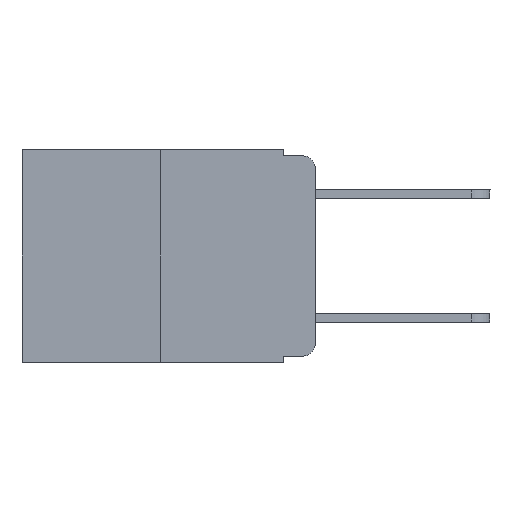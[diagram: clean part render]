
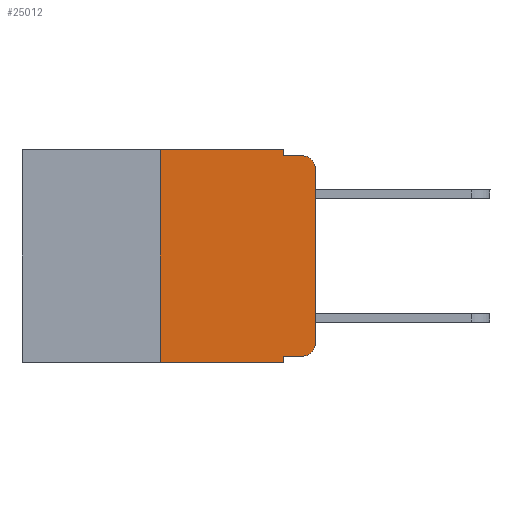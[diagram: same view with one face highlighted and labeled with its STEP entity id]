
A CAD part, left-side view. The second image highlights one B-rep face of the part: STEP entity #25012.
In plain terms, the highlighted planar face has unit normal (-1, 0, 0).
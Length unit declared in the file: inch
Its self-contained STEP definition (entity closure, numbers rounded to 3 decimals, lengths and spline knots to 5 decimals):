
#1400 = VECTOR ( 'NONE', #15071, 39.37008 ) ;
#1953 = ORIENTED_EDGE ( 'NONE', *, *, #12036, .T. ) ;
#2328 = EDGE_CURVE ( 'NONE', #20399, #2441, #13358, .T. ) ;
#2441 = VERTEX_POINT ( 'NONE', #18122 ) ;
#2472 = DIRECTION ( 'NONE',  ( -1., 0., 0. ) ) ;
#2595 = VECTOR ( 'NONE', #14581, 39.37008 ) ;
#2662 = CARTESIAN_POINT ( 'NONE',  ( 0., 0.051, 0. ) ) ;
#3099 = EDGE_CURVE ( 'NONE', #3811, #14234, #4929, .T. ) ;
#3336 = EDGE_CURVE ( 'NONE', #25461, #10314, #9454, .T. ) ;
#3483 = VECTOR ( 'NONE', #25661, 39.37008 ) ;
#3717 = VERTEX_POINT ( 'NONE', #5424 ) ;
#3806 = DIRECTION ( 'NONE',  ( 0., 0., 1. ) ) ;
#3811 = VERTEX_POINT ( 'NONE', #21788 ) ;
#4184 = VECTOR ( 'NONE', #3806, 39.37008 ) ;
#4339 = CARTESIAN_POINT ( 'NONE',  ( 0., 0.02, -0.01 ) ) ;
#4478 = ORIENTED_EDGE ( 'NONE', *, *, #12505, .F. ) ;
#4596 = DIRECTION ( 'NONE',  ( 0., 0., -1. ) ) ;
#4670 = DIRECTION ( 'NONE',  ( 0., -1., 0. ) ) ;
#4919 = DIRECTION ( 'NONE',  ( 1., 0., 0. ) ) ;
#4929 = LINE ( 'NONE', #16535, #22579 ) ;
#5266 = LINE ( 'NONE', #19384, #22239 ) ;
#5424 = CARTESIAN_POINT ( 'NONE',  ( 0., 0.051, -0.01 ) ) ;
#6537 = EDGE_CURVE ( 'NONE', #3717, #12052, #5266, .T. ) ;
#6618 = ORIENTED_EDGE ( 'NONE', *, *, #9775, .F. ) ;
#6897 = PLANE ( 'NONE',  #9956 ) ;
#7531 = ORIENTED_EDGE ( 'NONE', *, *, #6537, .F. ) ;
#7909 = CARTESIAN_POINT ( 'NONE',  ( 0., 0., -0.313 ) ) ;
#8314 = LINE ( 'NONE', #24533, #25498 ) ;
#8989 = VERTEX_POINT ( 'NONE', #12689 ) ;
#9454 = LINE ( 'NONE', #17603, #3483 ) ;
#9549 = EDGE_CURVE ( 'NONE', #3811, #2441, #20885, .T. ) ;
#9775 = EDGE_CURVE ( 'NONE', #10314, #3717, #8314, .T. ) ;
#9956 = AXIS2_PLACEMENT_3D ( 'NONE', #23150, #4919, #13056 ) ;
#10314 = VERTEX_POINT ( 'NONE', #11216 ) ;
#10434 = LINE ( 'NONE', #12702, #2595 ) ;
#11209 = DIRECTION ( 'NONE',  ( 0., -1., 0. ) ) ;
#11216 = CARTESIAN_POINT ( 'NONE',  ( 0., 0.051, 0. ) ) ;
#12036 = EDGE_CURVE ( 'NONE', #14234, #24338, #14514, .T. ) ;
#12052 = VERTEX_POINT ( 'NONE', #4339 ) ;
#12505 = EDGE_CURVE ( 'NONE', #20399, #25461, #10434, .T. ) ;
#12624 = CARTESIAN_POINT ( 'NONE',  ( 0., 0.02, -0.03 ) ) ;
#12689 = CARTESIAN_POINT ( 'NONE',  ( 0., 0., -0.03 ) ) ;
#12702 = CARTESIAN_POINT ( 'NONE',  ( 0., 0.25, 0. ) ) ;
#12753 = DIRECTION ( 'NONE',  ( -1., 0., 0. ) ) ;
#13056 = DIRECTION ( 'NONE',  ( 0., 0., -1. ) ) ;
#13312 = ORIENTED_EDGE ( 'NONE', *, *, #9549, .F. ) ;
#13358 = LINE ( 'NONE', #25288, #20736 ) ;
#13408 = DIRECTION ( 'NONE',  ( 0., -1., 0. ) ) ;
#14234 = VERTEX_POINT ( 'NONE', #20901 ) ;
#14288 = ORIENTED_EDGE ( 'NONE', *, *, #2328, .T. ) ;
#14514 = CIRCLE ( 'NONE', #17915, 0.02 ) ;
#14581 = DIRECTION ( 'NONE',  ( 0., 0., 1. ) ) ;
#15071 = DIRECTION ( 'NONE',  ( 0., 0., -1. ) ) ;
#16069 = EDGE_CURVE ( 'NONE', #8989, #12052, #18212, .T. ) ;
#16406 = ORIENTED_EDGE ( 'NONE', *, *, #16069, .T. ) ;
#16535 = CARTESIAN_POINT ( 'NONE',  ( 0., 0.051, -0.333 ) ) ;
#17603 = CARTESIAN_POINT ( 'NONE',  ( 0., 0.473, 0. ) ) ;
#17692 = CARTESIAN_POINT ( 'NONE',  ( 0., 0.25, 0. ) ) ;
#17727 = EDGE_CURVE ( 'NONE', #24338, #8989, #17934, .T. ) ;
#17915 = AXIS2_PLACEMENT_3D ( 'NONE', #22556, #2472, #24416 ) ;
#17934 = LINE ( 'NONE', #24011, #4184 ) ;
#18122 = CARTESIAN_POINT ( 'NONE',  ( 0., 0.051, -0.343 ) ) ;
#18212 = CIRCLE ( 'NONE', #18643, 0.02 ) ;
#18643 = AXIS2_PLACEMENT_3D ( 'NONE', #12624, #12753, #20706 ) ;
#19384 = CARTESIAN_POINT ( 'NONE',  ( 0., 0.051, -0.01 ) ) ;
#19466 = ORIENTED_EDGE ( 'NONE', *, *, #3336, .F. ) ;
#20399 = VERTEX_POINT ( 'NONE', #21519 ) ;
#20706 = DIRECTION ( 'NONE',  ( 0., 0., -1. ) ) ;
#20736 = VECTOR ( 'NONE', #11209, 39.37008 ) ;
#20885 = LINE ( 'NONE', #2662, #1400 ) ;
#20901 = CARTESIAN_POINT ( 'NONE',  ( 0., 0.02, -0.333 ) ) ;
#20937 = ORIENTED_EDGE ( 'NONE', *, *, #17727, .T. ) ;
#21519 = CARTESIAN_POINT ( 'NONE',  ( 0., 0.25, -0.343 ) ) ;
#21576 = EDGE_LOOP ( 'NONE', ( #20937, #16406, #7531, #6618, #19466, #4478, #14288, #13312, #25821, #1953 ) ) ;
#21788 = CARTESIAN_POINT ( 'NONE',  ( 0., 0.051, -0.333 ) ) ;
#22239 = VECTOR ( 'NONE', #13408, 39.37008 ) ;
#22556 = CARTESIAN_POINT ( 'NONE',  ( 0., 0.02, -0.313 ) ) ;
#22579 = VECTOR ( 'NONE', #4670, 39.37008 ) ;
#23150 = CARTESIAN_POINT ( 'NONE',  ( 0., 0.473, 0. ) ) ;
#24011 = CARTESIAN_POINT ( 'NONE',  ( 0., 0., 0. ) ) ;
#24338 = VERTEX_POINT ( 'NONE', #7909 ) ;
#24416 = DIRECTION ( 'NONE',  ( 0., 0., -1. ) ) ;
#24533 = CARTESIAN_POINT ( 'NONE',  ( 0., 0.051, 0. ) ) ;
#25012 = ADVANCED_FACE ( 'NONE', ( #25525 ), #6897, .F. ) ;
#25288 = CARTESIAN_POINT ( 'NONE',  ( 0., 0.473, -0.343 ) ) ;
#25461 = VERTEX_POINT ( 'NONE', #17692 ) ;
#25498 = VECTOR ( 'NONE', #4596, 39.37008 ) ;
#25525 = FACE_OUTER_BOUND ( 'NONE', #21576, .T. ) ;
#25661 = DIRECTION ( 'NONE',  ( 0., -1., 0. ) ) ;
#25821 = ORIENTED_EDGE ( 'NONE', *, *, #3099, .T. ) ;
